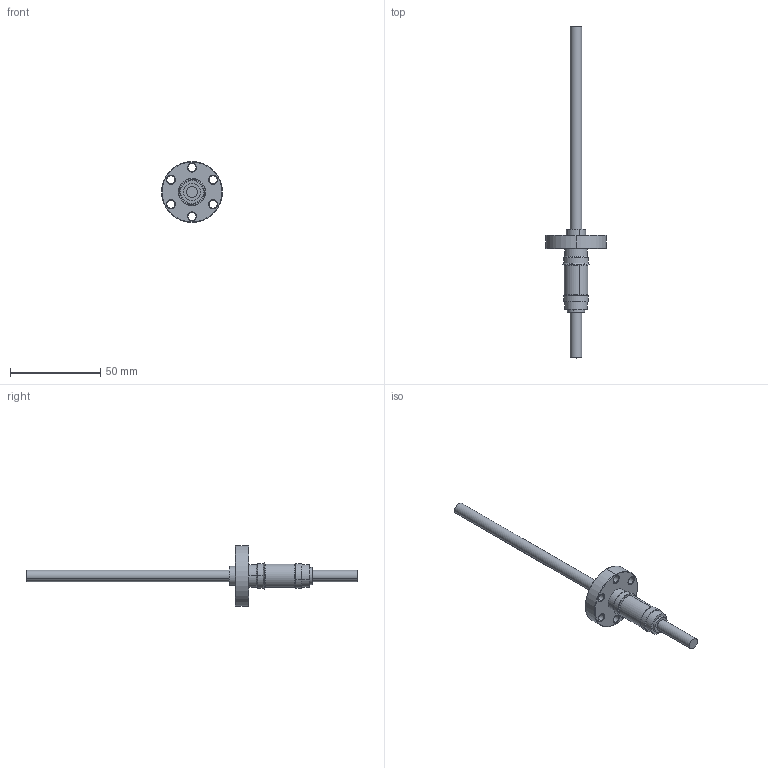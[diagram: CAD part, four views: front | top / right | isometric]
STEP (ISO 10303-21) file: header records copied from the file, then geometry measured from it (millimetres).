
FILE_DESCRIPTION (( 'STEP AP203' ), '1' );
FILE_NAME ('A0049-1-CF.STEP', '2019-10-23T14:27:07', ( '' ), ( '' ), 'SwSTEP 2.0', 'SolidWorks 2019', '' );
FILE_SCHEMA (( 'CONFIG_CONTROL_DESIGN' ));
Length unit declared in the file: inch
Products named in the file (1): A0049-1-CF
Bounding box: 33.78 x 184.15 x 33.78 mm (x, y, z)
Volume: 14723.7 mm3; surface area: 9246.8 mm2
Topology: 1 solids, 2 shells, 102 faces, 216 edges, 130 vertices
Faces by surface type: cylinder 48, cone 36, plane 16, torus 2
Entity records: 2861 total; most frequent: DIRECTION 554, CARTESIAN_POINT 449, ORIENTED_EDGE 432, AXIS2_PLACEMENT_3D 235, EDGE_CURVE 216, CIRCLE 132, VERTEX_POINT 130, EDGE_LOOP 128
